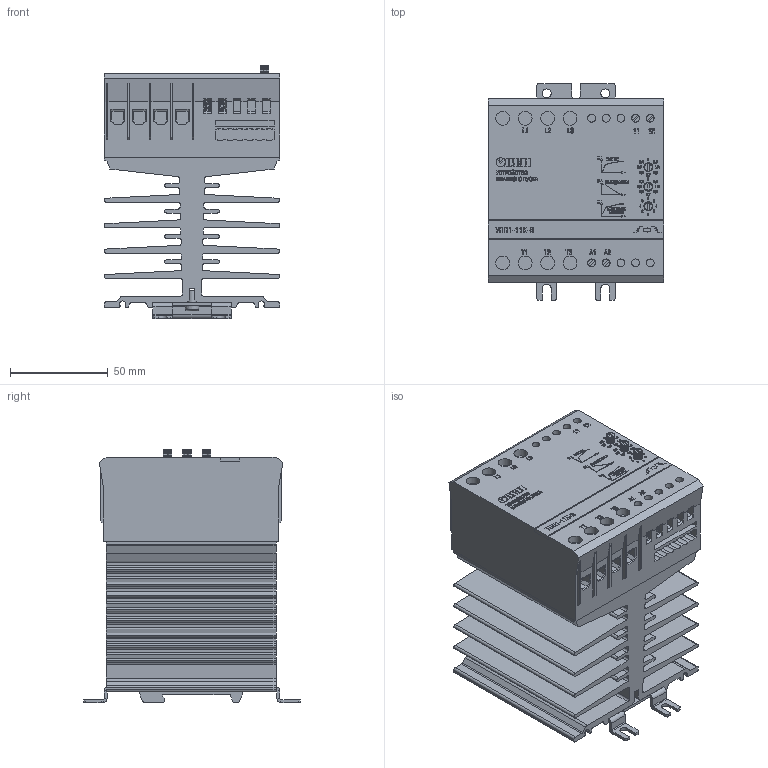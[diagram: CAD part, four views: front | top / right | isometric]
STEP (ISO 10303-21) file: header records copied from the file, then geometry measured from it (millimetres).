
FILE_DESCRIPTION (( 'STEP AP214' ), '1' );
FILE_NAME ('3D ìîäåëü ÓÏÏ1Ê-11Ê-Â.STEP', '2019-11-26T12:39:52', ( '' ), ( '' ), 'SwSTEP 2.0', 'SolidWorks 2015', '' );
FILE_SCHEMA (( 'AUTOMOTIVE_DESIGN' ));
Length unit declared in the file: millimetre
Products named in the file (8): ﾊ煇鳫 DIN-鳰濱00; 冓儰僗闉_90_00; Êëåììà_14õ9,8õ5ìì; GB_CROSS_SCREWS_TYPE2 M4X8-8  H type-N_GB_CROSS_SCREWS_TYPE2 M4X8-8  H type-N; Ïàíåëü ïåðåäíÿÿ_00; 3D ìîäåëü ÓÏÏ1Ê-11Ê-Â; 扰麔鳹罻_00; Âñòàâêà_ïëàñòèêîâàÿ_00
Assembly tree (12 placements, depth 2):
  3D ìîäåëü ÓÏÏ1Ê-11Ê-Â
    冓儰僗闉_90_00
    Ïàíåëü ïåðåäíÿÿ_00
    Âñòàâêà_ïëàñòèêîâàÿ_00
    扰麔鳹罻_00  x3
    Êëåììà_14õ9,8õ5ìì  x4
    ﾊ煇鳫 DIN-鳰濱00
    GB_CROSS_SCREWS_TYPE2 M4X8-8  H type-N_GB_CROSS_SCREWS_TYPE2 M4X8-8  H type-N
Bounding box: 90 x 111 x 129.5 mm (x, y, z)
Volume: 591441.6 mm3; surface area: 170197 mm2
Topology: 28 solids, 28 shells, 4854 faces, 13506 edges, 8966 vertices
Faces by surface type: plane 2300, bspline 2018, cylinder 533, torus 2, cone 1
Full cylindrical faces by diameter (mm): 1.72 x8, 2.996 x4, 3.8 x4, 4 x12, 4.097 x4, 4.5 x8, 7 x8
Entity records: 181876 total; most frequent: CARTESIAN_POINT 50166, ORIENTED_EDGE 23590, DIRECTION 12822, EDGE_CURVE 11795, VERTEX_POINT 7847, LINE 7190, VECTOR 7190, EDGE_LOOP 4554
